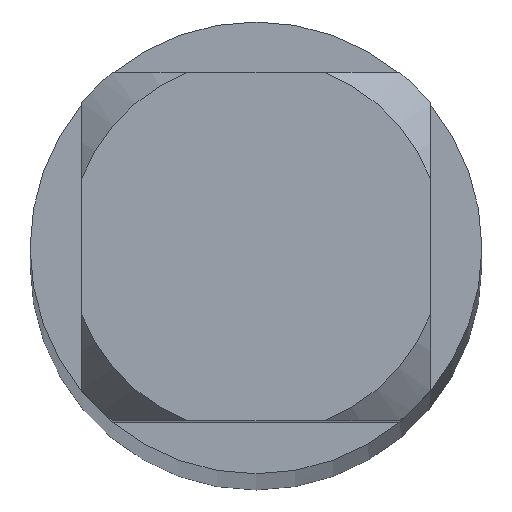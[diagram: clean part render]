
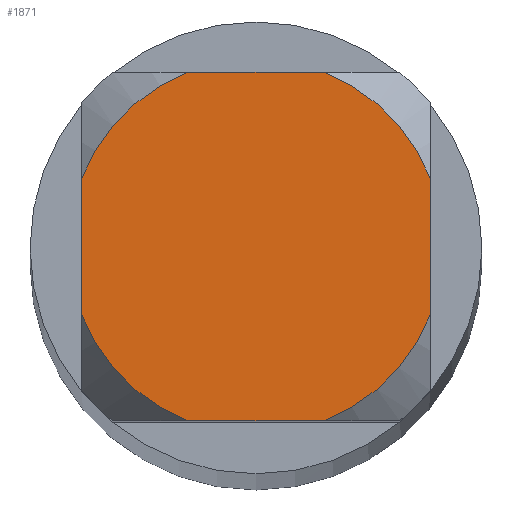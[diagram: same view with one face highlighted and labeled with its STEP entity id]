
A CAD part, top view. The second image highlights one B-rep face of the part: STEP entity #1871.
In plain terms, the highlighted planar face has unit normal (0, 0, 1).
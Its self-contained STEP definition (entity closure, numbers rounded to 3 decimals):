
#1795=EDGE_CURVE('',#3983,#3969,#4623,.T.);
#1871=ADVANCED_FACE('',(#4708),#4709,.T.);
#1967=EDGE_CURVE('',#3997,#4023,#4811,.T.);
#2283=EDGE_CURVE('',#3983,#3895,#5153,.T.);
#2329=EDGE_CURVE('',#2883,#4023,#5204,.T.);
#2437=VERTEX_POINT('',#5321);
#2877=EDGE_CURVE('',#2437,#4089,#5796,.T.);
#2883=VERTEX_POINT('',#5802);
#3469=EDGE_CURVE('',#3997,#4089,#6440,.T.);
#3599=EDGE_CURVE('',#2437,#3969,#6581,.T.);
#3661=EDGE_CURVE('',#2883,#3895,#6649,.T.);
#3895=VERTEX_POINT('',#6906);
#3969=VERTEX_POINT('',#6985);
#3983=VERTEX_POINT('',#7000);
#3997=VERTEX_POINT('',#7016);
#4023=VERTEX_POINT('',#7044);
#4089=VERTEX_POINT('',#7114);
#4623=CIRCLE('',#8516,1.45);
#4708=FACE_OUTER_BOUND('',#8726,.T.);
#4709=PLANE('',#8727);
#4811=CIRCLE('',#8964,1.45);
#5153=LINE('',#9902,#9903);
#5204=LINE('',#10185,#10186);
#5321=CARTESIAN_POINT('',(-1.35,0.529,0.0));
#5796=CIRCLE('',#11581,1.45);
#5802=CARTESIAN_POINT('',(1.35,-0.529,0.0));
#6440=LINE('',#13090,#13091);
#6581=LINE('',#13566,#13567);
#6649=CIRCLE('',#13767,1.45);
#6906=CARTESIAN_POINT('',(0.529,-1.35,0.0));
#6985=CARTESIAN_POINT('',(-1.35,-0.529,0.0));
#7000=CARTESIAN_POINT('',(-0.529,-1.35,0.0));
#7016=CARTESIAN_POINT('',(0.529,1.35,0.0));
#7044=CARTESIAN_POINT('',(1.35,0.529,0.0));
#7114=CARTESIAN_POINT('',(-0.529,1.35,0.0));
#8516=AXIS2_PLACEMENT_3D('',#15678,#15679,#15680);
#8726=EDGE_LOOP('',(#15794,#15795,#15796,#15797,#15798,#15799,#15800,#15801));
#8727=AXIS2_PLACEMENT_3D('',#15802,#15803,#15804);
#8964=AXIS2_PLACEMENT_3D('',#15895,#15896,#15897);
#9902=CARTESIAN_POINT('',(0.0,-1.35,0.0));
#9903=VECTOR('',#16249,1.0);
#10185=CARTESIAN_POINT('',(1.35,0.363,0.0));
#10186=VECTOR('',#16381,1.0);
#11581=AXIS2_PLACEMENT_3D('',#16960,#16961,#16962);
#13090=CARTESIAN_POINT('',(0.0,1.35,0.0));
#13091=VECTOR('',#17621,1.0);
#13566=CARTESIAN_POINT('',(-1.35,0.363,0.0));
#13567=VECTOR('',#17825,1.0);
#13767=AXIS2_PLACEMENT_3D('',#17896,#17897,#17898);
#15678=CARTESIAN_POINT('',(0.0,0.0,0.0));
#15679=DIRECTION('',(0.0,0.0,-1.0));
#15680=DIRECTION('',(0.0,1.0,0.0));
#15794=ORIENTED_EDGE('',*,*,#3599,.T.);
#15795=ORIENTED_EDGE('',*,*,#1795,.F.);
#15796=ORIENTED_EDGE('',*,*,#2283,.T.);
#15797=ORIENTED_EDGE('',*,*,#3661,.F.);
#15798=ORIENTED_EDGE('',*,*,#2329,.T.);
#15799=ORIENTED_EDGE('',*,*,#1967,.F.);
#15800=ORIENTED_EDGE('',*,*,#3469,.T.);
#15801=ORIENTED_EDGE('',*,*,#2877,.F.);
#15802=CARTESIAN_POINT('',(0.0,0.725,0.0));
#15803=DIRECTION('',(-0.0,0.0,1.0));
#15804=DIRECTION('',(0.0,-1.0,0.0));
#15895=CARTESIAN_POINT('',(0.0,0.0,0.0));
#15896=DIRECTION('',(0.0,0.0,-1.0));
#15897=DIRECTION('',(0.0,1.0,0.0));
#16249=DIRECTION('',(1.0,0.0,0.0));
#16381=DIRECTION('',(-0.0,1.0,0.0));
#16960=CARTESIAN_POINT('',(0.0,0.0,0.0));
#16961=DIRECTION('',(0.0,0.0,-1.0));
#16962=DIRECTION('',(0.0,1.0,0.0));
#17621=DIRECTION('',(-1.0,0.0,0.0));
#17825=DIRECTION('',(-0.0,-1.0,0.0));
#17896=CARTESIAN_POINT('',(0.0,0.0,0.0));
#17897=DIRECTION('',(0.0,0.0,-1.0));
#17898=DIRECTION('',(0.0,1.0,0.0));
